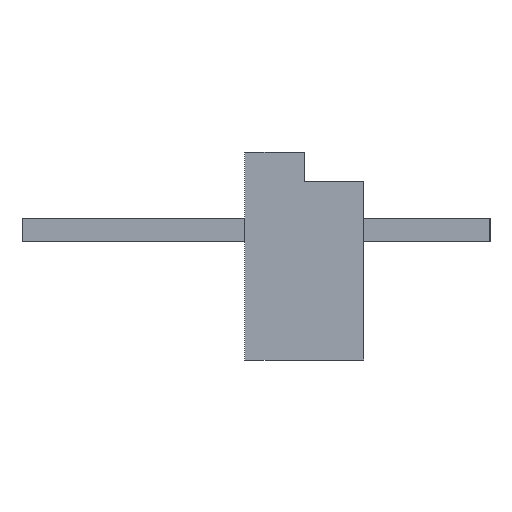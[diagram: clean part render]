
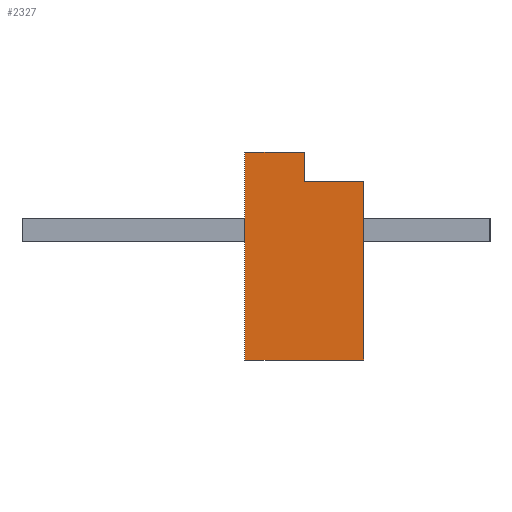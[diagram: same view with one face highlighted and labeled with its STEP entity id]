
A CAD part, left-side view. The second image highlights one B-rep face of the part: STEP entity #2327.
In plain terms, the highlighted planar face has unit normal (-1, 0, 0).
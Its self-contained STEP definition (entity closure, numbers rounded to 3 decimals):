
#44 = PLANE('',#45);
#45 = AXIS2_PLACEMENT_3D('',#46,#47,#48);
#46 = CARTESIAN_POINT('',(13.75,3.2,-4.8));
#47 = DIRECTION('',(0.,-1.,0.));
#48 = DIRECTION('',(0.,0.,-1.));
#770 = EDGE_CURVE('',#771,#773,#775,.T.);
#771 = VERTEX_POINT('',#772);
#772 = CARTESIAN_POINT('',(-13.75,3.2,-4.8));
#773 = VERTEX_POINT('',#774);
#774 = CARTESIAN_POINT('',(-13.75,3.2,0.8));
#775 = SURFACE_CURVE('',#776,(#780,#787),.PCURVE_S1.);
#776 = LINE('',#777,#778);
#777 = CARTESIAN_POINT('',(-13.75,3.2,-4.8));
#778 = VECTOR('',#779,1.);
#779 = DIRECTION('',(0.,0.,1.));
#780 = PCURVE('',#44,#781);
#781 = DEFINITIONAL_REPRESENTATION('',(#782),#786);
#782 = LINE('',#783,#784);
#783 = CARTESIAN_POINT('',(0.,-27.5));
#784 = VECTOR('',#785,1.);
#785 = DIRECTION('',(-1.,0.));
#786 = ( GEOMETRIC_REPRESENTATION_CONTEXT(2) 
PARAMETRIC_REPRESENTATION_CONTEXT() REPRESENTATION_CONTEXT('2D SPACE',''
  ) );
#787 = PCURVE('',#788,#793);
#788 = PLANE('',#789);
#789 = AXIS2_PLACEMENT_3D('',#790,#791,#792);
#790 = CARTESIAN_POINT('',(-13.75,3.2,0.));
#791 = DIRECTION('',(-1.,0.,0.));
#792 = DIRECTION('',(0.,0.,1.));
#793 = DEFINITIONAL_REPRESENTATION('',(#794),#798);
#794 = LINE('',#795,#796);
#795 = CARTESIAN_POINT('',(-4.8,0.));
#796 = VECTOR('',#797,1.);
#797 = DIRECTION('',(1.,0.));
#798 = ( GEOMETRIC_REPRESENTATION_CONTEXT(2) 
PARAMETRIC_REPRESENTATION_CONTEXT() REPRESENTATION_CONTEXT('2D SPACE',''
  ) );
#816 = PLANE('',#817);
#817 = AXIS2_PLACEMENT_3D('',#818,#819,#820);
#818 = CARTESIAN_POINT('',(13.75,3.2,0.8));
#819 = DIRECTION('',(0.,0.,-1.));
#820 = DIRECTION('',(0.,1.,0.));
#870 = PLANE('',#871);
#871 = AXIS2_PLACEMENT_3D('',#872,#873,#874);
#872 = CARTESIAN_POINT('',(13.75,0.,-4.8));
#873 = DIRECTION('',(0.,0.,1.));
#874 = DIRECTION('',(0.,-1.,0.));
#1907 = EDGE_CURVE('',#773,#1908,#1910,.T.);
#1908 = VERTEX_POINT('',#1909);
#1909 = CARTESIAN_POINT('',(-13.75,1.6,0.8));
#1910 = SURFACE_CURVE('',#1911,(#1915,#1922),.PCURVE_S1.);
#1911 = LINE('',#1912,#1913);
#1912 = CARTESIAN_POINT('',(-13.75,3.2,0.8));
#1913 = VECTOR('',#1914,1.);
#1914 = DIRECTION('',(0.,-1.,0.));
#1915 = PCURVE('',#816,#1916);
#1916 = DEFINITIONAL_REPRESENTATION('',(#1917),#1921);
#1917 = LINE('',#1918,#1919);
#1918 = CARTESIAN_POINT('',(0.,-27.5));
#1919 = VECTOR('',#1920,1.);
#1920 = DIRECTION('',(-1.,0.));
#1921 = ( GEOMETRIC_REPRESENTATION_CONTEXT(2) 
PARAMETRIC_REPRESENTATION_CONTEXT() REPRESENTATION_CONTEXT('2D SPACE',''
  ) );
#1922 = PCURVE('',#788,#1923);
#1923 = DEFINITIONAL_REPRESENTATION('',(#1924),#1928);
#1924 = LINE('',#1925,#1926);
#1925 = CARTESIAN_POINT('',(0.8,0.));
#1926 = VECTOR('',#1927,1.);
#1927 = DIRECTION('',(0.,-1.));
#1928 = ( GEOMETRIC_REPRESENTATION_CONTEXT(2) 
PARAMETRIC_REPRESENTATION_CONTEXT() REPRESENTATION_CONTEXT('2D SPACE',''
  ) );
#1946 = PLANE('',#1947);
#1947 = AXIS2_PLACEMENT_3D('',#1948,#1949,#1950);
#1948 = CARTESIAN_POINT('',(13.75,1.6,0.8));
#1949 = DIRECTION('',(0.,1.,0.));
#1950 = DIRECTION('',(0.,0.,1.));
#2327 = ADVANCED_FACE('',(#2328),#788,.T.);
#2328 = FACE_BOUND('',#2329,.T.);
#2329 = EDGE_LOOP('',(#2330,#2360,#2381,#2382,#2383,#2406));
#2330 = ORIENTED_EDGE('',*,*,#2331,.F.);
#2331 = EDGE_CURVE('',#2332,#2334,#2336,.T.);
#2332 = VERTEX_POINT('',#2333);
#2333 = CARTESIAN_POINT('',(-13.75,1.6,0.));
#2334 = VERTEX_POINT('',#2335);
#2335 = CARTESIAN_POINT('',(-13.75,0.,0.));
#2336 = SURFACE_CURVE('',#2337,(#2341,#2348),.PCURVE_S1.);
#2337 = LINE('',#2338,#2339);
#2338 = CARTESIAN_POINT('',(-13.75,1.6,0.));
#2339 = VECTOR('',#2340,1.);
#2340 = DIRECTION('',(0.,-1.,0.));
#2341 = PCURVE('',#788,#2342);
#2342 = DEFINITIONAL_REPRESENTATION('',(#2343),#2347);
#2343 = LINE('',#2344,#2345);
#2344 = CARTESIAN_POINT('',(0.,-1.6));
#2345 = VECTOR('',#2346,1.);
#2346 = DIRECTION('',(0.,-1.));
#2347 = ( GEOMETRIC_REPRESENTATION_CONTEXT(2) 
PARAMETRIC_REPRESENTATION_CONTEXT() REPRESENTATION_CONTEXT('2D SPACE',''
  ) );
#2348 = PCURVE('',#2349,#2354);
#2349 = PLANE('',#2350);
#2350 = AXIS2_PLACEMENT_3D('',#2351,#2352,#2353);
#2351 = CARTESIAN_POINT('',(13.75,1.6,0.));
#2352 = DIRECTION('',(0.,0.,-1.));
#2353 = DIRECTION('',(-1.,0.,0.));
#2354 = DEFINITIONAL_REPRESENTATION('',(#2355),#2359);
#2355 = LINE('',#2356,#2357);
#2356 = CARTESIAN_POINT('',(27.5,0.));
#2357 = VECTOR('',#2358,1.);
#2358 = DIRECTION('',(0.,-1.));
#2359 = ( GEOMETRIC_REPRESENTATION_CONTEXT(2) 
PARAMETRIC_REPRESENTATION_CONTEXT() REPRESENTATION_CONTEXT('2D SPACE',''
  ) );
#2360 = ORIENTED_EDGE('',*,*,#2361,.F.);
#2361 = EDGE_CURVE('',#1908,#2332,#2362,.T.);
#2362 = SURFACE_CURVE('',#2363,(#2367,#2374),.PCURVE_S1.);
#2363 = LINE('',#2364,#2365);
#2364 = CARTESIAN_POINT('',(-13.75,1.6,0.8));
#2365 = VECTOR('',#2366,1.);
#2366 = DIRECTION('',(0.,0.,-1.));
#2367 = PCURVE('',#788,#2368);
#2368 = DEFINITIONAL_REPRESENTATION('',(#2369),#2373);
#2369 = LINE('',#2370,#2371);
#2370 = CARTESIAN_POINT('',(0.8,-1.6));
#2371 = VECTOR('',#2372,1.);
#2372 = DIRECTION('',(-1.,0.));
#2373 = ( GEOMETRIC_REPRESENTATION_CONTEXT(2) 
PARAMETRIC_REPRESENTATION_CONTEXT() REPRESENTATION_CONTEXT('2D SPACE',''
  ) );
#2374 = PCURVE('',#1946,#2375);
#2375 = DEFINITIONAL_REPRESENTATION('',(#2376),#2380);
#2376 = LINE('',#2377,#2378);
#2377 = CARTESIAN_POINT('',(0.,-27.5));
#2378 = VECTOR('',#2379,1.);
#2379 = DIRECTION('',(-1.,0.));
#2380 = ( GEOMETRIC_REPRESENTATION_CONTEXT(2) 
PARAMETRIC_REPRESENTATION_CONTEXT() REPRESENTATION_CONTEXT('2D SPACE',''
  ) );
#2381 = ORIENTED_EDGE('',*,*,#1907,.F.);
#2382 = ORIENTED_EDGE('',*,*,#770,.F.);
#2383 = ORIENTED_EDGE('',*,*,#2384,.F.);
#2384 = EDGE_CURVE('',#2385,#771,#2387,.T.);
#2385 = VERTEX_POINT('',#2386);
#2386 = CARTESIAN_POINT('',(-13.75,0.,-4.8));
#2387 = SURFACE_CURVE('',#2388,(#2392,#2399),.PCURVE_S1.);
#2388 = LINE('',#2389,#2390);
#2389 = CARTESIAN_POINT('',(-13.75,0.,-4.8));
#2390 = VECTOR('',#2391,1.);
#2391 = DIRECTION('',(0.,1.,0.));
#2392 = PCURVE('',#788,#2393);
#2393 = DEFINITIONAL_REPRESENTATION('',(#2394),#2398);
#2394 = LINE('',#2395,#2396);
#2395 = CARTESIAN_POINT('',(-4.8,-3.2));
#2396 = VECTOR('',#2397,1.);
#2397 = DIRECTION('',(0.,1.));
#2398 = ( GEOMETRIC_REPRESENTATION_CONTEXT(2) 
PARAMETRIC_REPRESENTATION_CONTEXT() REPRESENTATION_CONTEXT('2D SPACE',''
  ) );
#2399 = PCURVE('',#870,#2400);
#2400 = DEFINITIONAL_REPRESENTATION('',(#2401),#2405);
#2401 = LINE('',#2402,#2403);
#2402 = CARTESIAN_POINT('',(0.,-27.5));
#2403 = VECTOR('',#2404,1.);
#2404 = DIRECTION('',(-1.,0.));
#2405 = ( GEOMETRIC_REPRESENTATION_CONTEXT(2) 
PARAMETRIC_REPRESENTATION_CONTEXT() REPRESENTATION_CONTEXT('2D SPACE',''
  ) );
#2406 = ORIENTED_EDGE('',*,*,#2407,.F.);
#2407 = EDGE_CURVE('',#2334,#2385,#2408,.T.);
#2408 = SURFACE_CURVE('',#2409,(#2413,#2420),.PCURVE_S1.);
#2409 = LINE('',#2410,#2411);
#2410 = CARTESIAN_POINT('',(-13.75,0.,0.));
#2411 = VECTOR('',#2412,1.);
#2412 = DIRECTION('',(0.,0.,-1.));
#2413 = PCURVE('',#788,#2414);
#2414 = DEFINITIONAL_REPRESENTATION('',(#2415),#2419);
#2415 = LINE('',#2416,#2417);
#2416 = CARTESIAN_POINT('',(0.,-3.2));
#2417 = VECTOR('',#2418,1.);
#2418 = DIRECTION('',(-1.,0.));
#2419 = ( GEOMETRIC_REPRESENTATION_CONTEXT(2) 
PARAMETRIC_REPRESENTATION_CONTEXT() REPRESENTATION_CONTEXT('2D SPACE',''
  ) );
#2420 = PCURVE('',#2421,#2426);
#2421 = PLANE('',#2422);
#2422 = AXIS2_PLACEMENT_3D('',#2423,#2424,#2425);
#2423 = CARTESIAN_POINT('',(13.75,0.,0.));
#2424 = DIRECTION('',(0.,1.,0.));
#2425 = DIRECTION('',(0.,0.,1.));
#2426 = DEFINITIONAL_REPRESENTATION('',(#2427),#2431);
#2427 = LINE('',#2428,#2429);
#2428 = CARTESIAN_POINT('',(0.,-27.5));
#2429 = VECTOR('',#2430,1.);
#2430 = DIRECTION('',(-1.,0.));
#2431 = ( GEOMETRIC_REPRESENTATION_CONTEXT(2) 
PARAMETRIC_REPRESENTATION_CONTEXT() REPRESENTATION_CONTEXT('2D SPACE',''
  ) );
